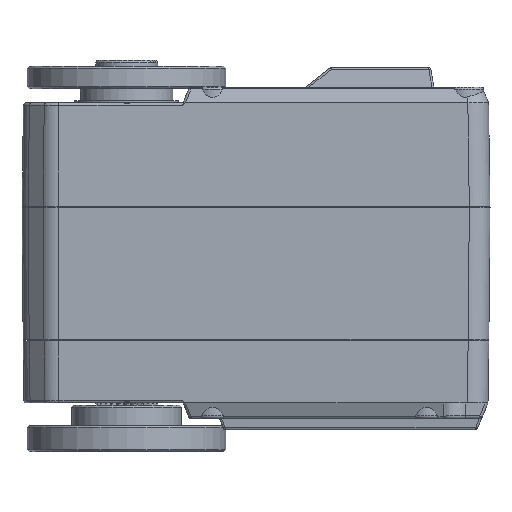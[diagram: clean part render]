
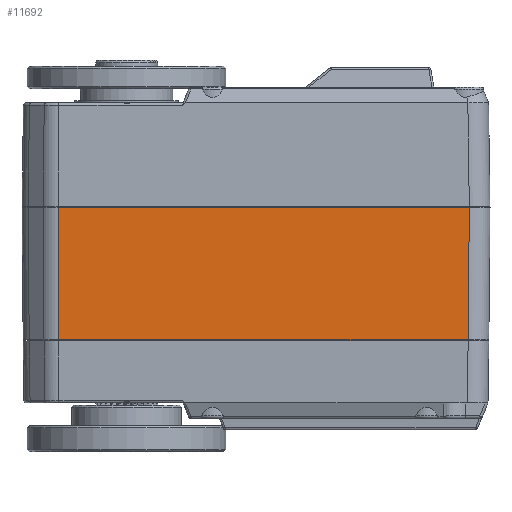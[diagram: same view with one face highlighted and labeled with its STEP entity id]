
A CAD part, front view. The second image highlights one B-rep face of the part: STEP entity #11692.
In plain terms, the highlighted planar face has unit normal (0, -1, -0.009).
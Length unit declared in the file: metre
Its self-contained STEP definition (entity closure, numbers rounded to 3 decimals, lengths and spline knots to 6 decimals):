
#1180=LINE('',#20438,#2078);
#1195=LINE('',#20480,#2093);
#1196=LINE('',#20482,#2094);
#1197=LINE('',#20484,#2095);
#2078=VECTOR('',#15847,1.);
#2093=VECTOR('',#15892,1.);
#2094=VECTOR('',#15895,1.);
#2095=VECTOR('',#15896,1.);
#2482=PLANE('',#12888);
#5242=ORIENTED_EDGE('',*,*,#7439,.F.);
#5243=ORIENTED_EDGE('',*,*,#7440,.T.);
#5244=ORIENTED_EDGE('',*,*,#7441,.F.);
#5245=ORIENTED_EDGE('',*,*,#7418,.T.);
#7418=EDGE_CURVE('',#8721,#8720,#1180,.T.);
#7439=EDGE_CURVE('',#8732,#8720,#1195,.T.);
#7440=EDGE_CURVE('',#8732,#8733,#1196,.T.);
#7441=EDGE_CURVE('',#8721,#8733,#1197,.T.);
#8720=VERTEX_POINT('',#20437);
#8721=VERTEX_POINT('',#20439);
#8732=VERTEX_POINT('',#20479);
#8733=VERTEX_POINT('',#20483);
#10019=EDGE_LOOP('',(#5242,#5243,#5244,#5245));
#10795=FACE_BOUND('',#10019,.T.);
#11692=ADVANCED_FACE('',(#10795),#2482,.T.);
#12888=AXIS2_PLACEMENT_3D('',#20481,#15893,#15894);
#15847=DIRECTION('',(-1.,0.,0.));
#15892=DIRECTION('',(-0.004,-0.009,1.));
#15893=DIRECTION('',(0.,-1.,-0.009));
#15894=DIRECTION('',(-1.,0.,0.));
#15895=DIRECTION('',(1.,0.,0.));
#15896=DIRECTION('',(-0.009,0.009,-1.));
#20437=CARTESIAN_POINT('',(-0.032118,-0.012362,0.014));
#20438=CARTESIAN_POINT('',(0.007612,-0.012362,0.014));
#20439=CARTESIAN_POINT('',(0.007612,-0.012362,0.014));
#20479=CARTESIAN_POINT('',(-0.032072,-0.01225,0.0012));
#20480=CARTESIAN_POINT('',(-0.032072,-0.01225,0.0012));
#20481=CARTESIAN_POINT('',(0.010478,-0.01225,0.0012));
#20482=CARTESIAN_POINT('',(-0.032072,-0.01225,0.0012));
#20483=CARTESIAN_POINT('',(0.0075,-0.01225,0.0012));
#20484=CARTESIAN_POINT('',(0.007612,-0.012362,0.014));
